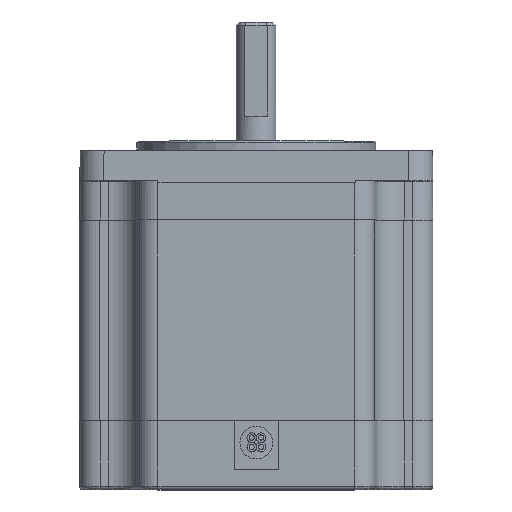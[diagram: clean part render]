
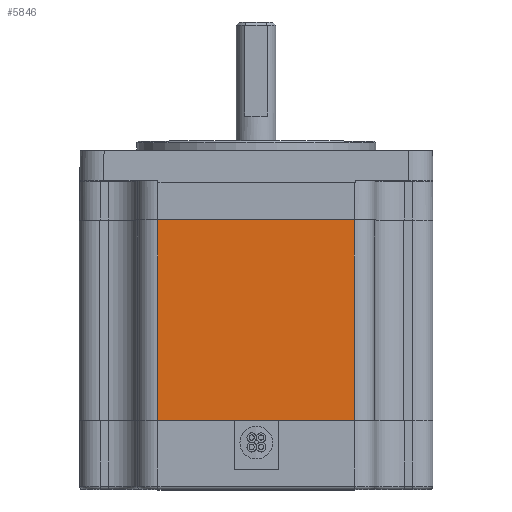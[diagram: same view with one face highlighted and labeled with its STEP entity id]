
A CAD part, top view. The second image highlights one B-rep face of the part: STEP entity #5846.
In plain terms, the highlighted planar face has unit normal (0, 0, 1).
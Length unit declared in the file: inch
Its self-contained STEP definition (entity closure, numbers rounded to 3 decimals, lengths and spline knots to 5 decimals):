
#5202=CARTESIAN_POINT('',(-0.61775,2.43279,1.11057));
#5203=VERTEX_POINT('',#5202);
#5211=CARTESIAN_POINT('',(0.61775,2.43279,1.11057));
#5212=VERTEX_POINT('',#5211);
#5213=CARTESIAN_POINT('',(0.33978,2.43279,1.11057));
#5214=DIRECTION('',(1.,0.,0.));
#5215=VECTOR('',#5214,1.);
#5216=LINE('',#5213,#5215);
#5217=EDGE_CURVE('',#5203,#5212,#5216,.T.);
#5562=CARTESIAN_POINT('',(0.61775,1.17439,1.11057));
#5563=VERTEX_POINT('',#5562);
#5571=CARTESIAN_POINT('',(-0.61775,1.17439,1.11057));
#5572=VERTEX_POINT('',#5571);
#5573=CARTESIAN_POINT('',(0.33978,1.17439,1.11057));
#5574=DIRECTION('',(-1.,0.,0.));
#5575=VECTOR('',#5574,1.);
#5576=LINE('',#5573,#5575);
#5577=EDGE_CURVE('',#5563,#5572,#5576,.T.);
#5809=CARTESIAN_POINT('',(0.61775,1.15028,1.11057));
#5810=DIRECTION('',(0.,-1.,0.));
#5811=VECTOR('',#5810,1.);
#5812=LINE('',#5809,#5811);
#5813=EDGE_CURVE('',#5212,#5563,#5812,.T.);
#5830=ORIENTED_EDGE('',*,*,#5813,.F.);
#5831=ORIENTED_EDGE('',*,*,#5217,.F.);
#5832=CARTESIAN_POINT('',(-0.61775,1.15028,1.11057));
#5833=DIRECTION('',(0.,1.,0.));
#5834=VECTOR('',#5833,1.);
#5835=LINE('',#5832,#5834);
#5836=EDGE_CURVE('',#5572,#5203,#5835,.T.);
#5837=ORIENTED_EDGE('',*,*,#5836,.F.);
#5838=ORIENTED_EDGE('',*,*,#5577,.F.);
#5839=EDGE_LOOP('',(#5830,#5831,#5837,#5838));
#5840=FACE_OUTER_BOUND('',#5839,.T.);
#5841=CARTESIAN_POINT('',(0.67956,1.15028,1.11057));
#5842=DIRECTION('',(0.,0.,1.));
#5843=DIRECTION('',(1.,0.,0.));
#5844=AXIS2_PLACEMENT_3D('',#5841,#5842,#5843);
#5845=PLANE('',#5844);
#5846=ADVANCED_FACE('',(#5840),#5845,.T.);
